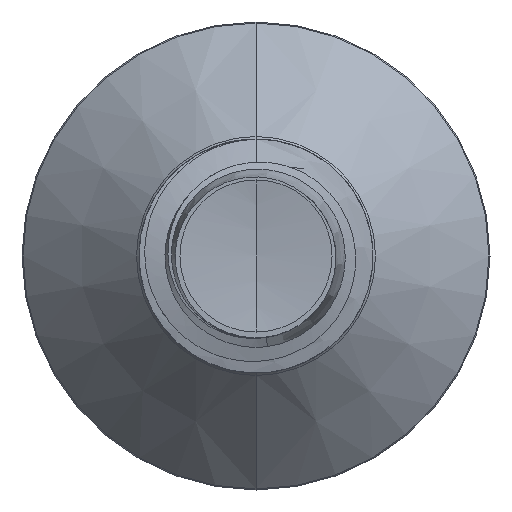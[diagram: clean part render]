
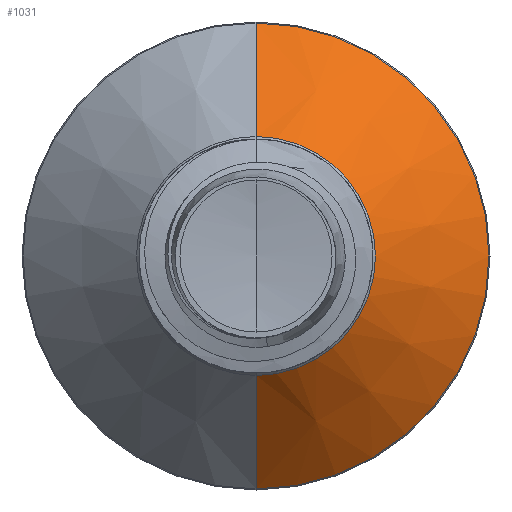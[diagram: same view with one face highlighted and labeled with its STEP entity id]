
A CAD part, front view. The second image highlights one B-rep face of the part: STEP entity #1031.
In plain terms, the highlighted conical face has half-angle 45 degrees and reference radius 2.042 mm.
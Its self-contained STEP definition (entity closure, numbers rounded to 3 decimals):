
#1031 = ADVANCED_FACE ( 'NONE', ( #23587 ), #22746, .T. ) ;
#1865 = DIRECTION ( 'NONE',  ( 0., 1., 0. ) ) ;
#2364 = AXIS2_PLACEMENT_3D ( 'NONE', #3834, #23012, #6615 ) ;
#2834 = VERTEX_POINT ( 'NONE', #35398 ) ;
#3303 = VERTEX_POINT ( 'NONE', #30665 ) ;
#3326 = CARTESIAN_POINT ( 'NONE',  ( 0., 12.342, -2.042 ) ) ;
#3834 = CARTESIAN_POINT ( 'NONE',  ( 0., 12.342, 0. ) ) ;
#3848 = ORIENTED_EDGE ( 'NONE', *, *, #15077, .F. ) ;
#5697 = EDGE_CURVE ( 'NONE', #2834, #29460, #13679, .T. ) ;
#6615 = DIRECTION ( 'NONE',  ( 0., 0., 1. ) ) ;
#7142 = EDGE_LOOP ( 'NONE', ( #25707, #11183, #3848, #32085 ) ) ;
#8293 = AXIS2_PLACEMENT_3D ( 'NONE', #16327, #30142, #21741 ) ;
#8806 = VECTOR ( 'NONE', #18836, 1000. ) ;
#9661 = LINE ( 'NONE', #26573, #8806 ) ;
#10933 = VECTOR ( 'NONE', #21427, 1000. ) ;
#11110 = AXIS2_PLACEMENT_3D ( 'NONE', #18334, #1865, #21074 ) ;
#11183 = ORIENTED_EDGE ( 'NONE', *, *, #30127, .T. ) ;
#11802 = LINE ( 'NONE', #26903, #10933 ) ;
#13679 = CIRCLE ( 'NONE', #2364, 2.042 ) ;
#15077 = EDGE_CURVE ( 'NONE', #34450, #3303, #30296, .T. ) ;
#16327 = CARTESIAN_POINT ( 'NONE',  ( 0., 12.342, 0. ) ) ;
#18334 = CARTESIAN_POINT ( 'NONE',  ( 0., 14.282, 0. ) ) ;
#18836 = DIRECTION ( 'NONE',  ( 0., 0.707, 0.707 ) ) ;
#21074 = DIRECTION ( 'NONE',  ( 0., 0., 1. ) ) ;
#21427 = DIRECTION ( 'NONE',  ( 0., 0.707, -0.707 ) ) ;
#21741 = DIRECTION ( 'NONE',  ( 0., 0., 1. ) ) ;
#22746 = CONICAL_SURFACE ( 'NONE', #8293, 2.042, 0.785 ) ;
#23012 = DIRECTION ( 'NONE',  ( 0., 1., 0. ) ) ;
#23587 = FACE_OUTER_BOUND ( 'NONE', #7142, .T. ) ;
#25180 = CARTESIAN_POINT ( 'NONE',  ( 0., 14.282, 3.982 ) ) ;
#25707 = ORIENTED_EDGE ( 'NONE', *, *, #5697, .T. ) ;
#26573 = CARTESIAN_POINT ( 'NONE',  ( 0., 12.342, 2.042 ) ) ;
#26903 = CARTESIAN_POINT ( 'NONE',  ( 0., 12.342, -2.042 ) ) ;
#28565 = EDGE_CURVE ( 'NONE', #2834, #34450, #9661, .T. ) ;
#29460 = VERTEX_POINT ( 'NONE', #3326 ) ;
#30127 = EDGE_CURVE ( 'NONE', #29460, #3303, #11802, .T. ) ;
#30142 = DIRECTION ( 'NONE',  ( 0., 1., 0. ) ) ;
#30296 = CIRCLE ( 'NONE', #11110, 3.982 ) ;
#30665 = CARTESIAN_POINT ( 'NONE',  ( 0., 14.282, -3.982 ) ) ;
#32085 = ORIENTED_EDGE ( 'NONE', *, *, #28565, .F. ) ;
#34450 = VERTEX_POINT ( 'NONE', #25180 ) ;
#35398 = CARTESIAN_POINT ( 'NONE',  ( 0., 12.342, 2.042 ) ) ;
